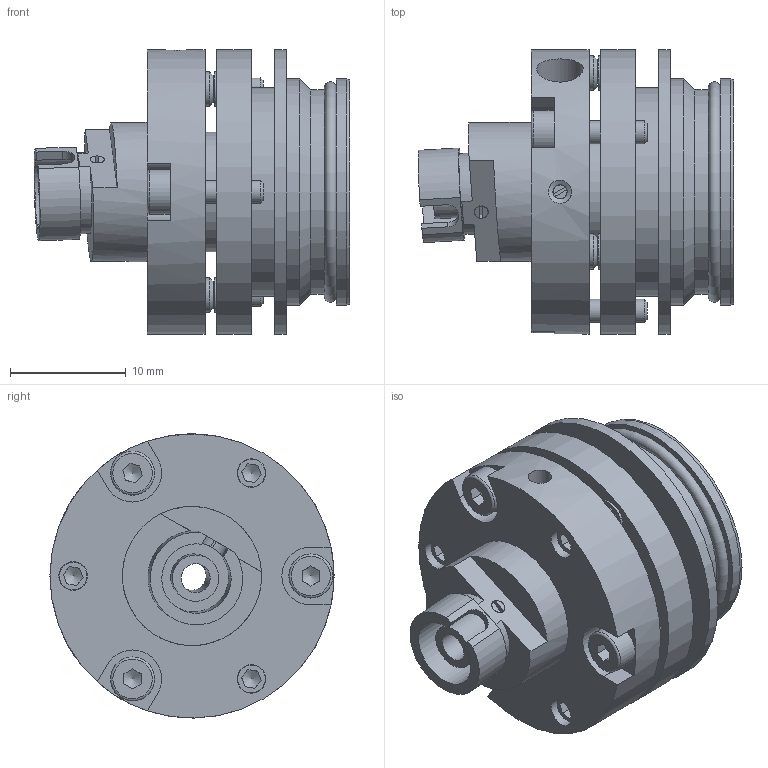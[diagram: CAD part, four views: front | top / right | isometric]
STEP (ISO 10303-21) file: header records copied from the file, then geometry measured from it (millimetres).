
FILE_DESCRIPTION((''),'2;1');
FILE_NAME('60SMS_4_xx_K1.stp','2009-07-31T16:13:09',('Trapp'),(''),'Autodesk Inventor 2009','Autodesk Inventor 2009','');
FILE_SCHEMA(('AUTOMOTIVE_DESIGN { 1 0 10303 214 1 1 1 1 }'));
Length unit declared in the file: millimetre
Products named in the file (13): 60SMS_4_xx_K1; 010721001408; sr1; 970210002802; 010821001104_k1; 010821001104_K1; DIN EN 24766  M1.6 x 2; 970920101202_sms; DIN EN 24766 M1,6 x 3; DIN 913  M3 x 5; din912m2_8; DIN 912  - ersetzt durch DIN EN ISO 4762 M2 x 8
Assembly tree (19 placements, depth 3):
  60SMS_4_xx_K1
    010721001408
      010721001408
      sr1
      970210002802  x3
    010821001104_k1
      010821001104_K1
      DIN EN 24766  M1.6 x 2
      970920101202_sms
      DIN EN 24766 M1,6 x 3  x2
    DIN 913  M3 x 5  x3
    din912m2_8  x3
      DIN 912  - ersetzt durch DIN EN ISO 4762 M2 x 8
Bounding box: 27.25 x 24.5 x 24.5 mm (x, y, z)
Volume: 5329.1 mm3; surface area: 6289.3 mm2
Topology: 16 solids, 16 shells, 232 faces, 531 edges, 350 vertices
Faces by surface type: plane 130, cylinder 56, cone 28, bspline 13, torus 4, sphere 1
Full cylindrical faces by diameter (mm): 1.221 x1, 1.6 x6, 2 x4, 2.5 x1, 3 x9, 3.8 x3, 4 x2, 6 x2, 7 x1, 8 x2, 8.3 x1, 9.4 x1, 10.3 x1, 10.5 x1, 11 x1, 11.5 x1, 12 x1, 12.5 x1, 17 x1, 17.6 x1, 18 x1, 19.5 x2, 24.5 x3
Entity records: 5203 total; most frequent: CARTESIAN_POINT 1408, DIRECTION 758, ORIENTED_EDGE 578, AXIS2_PLACEMENT_3D 320, EDGE_CURVE 289, EDGE_LOOP 285, VERTEX_POINT 226, FACE_OUTER_BOUND 164
